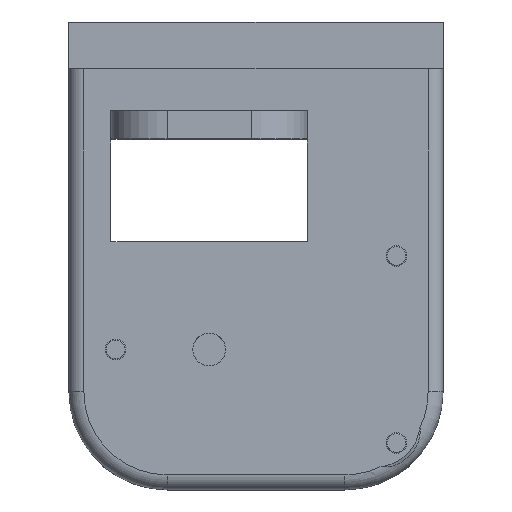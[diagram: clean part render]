
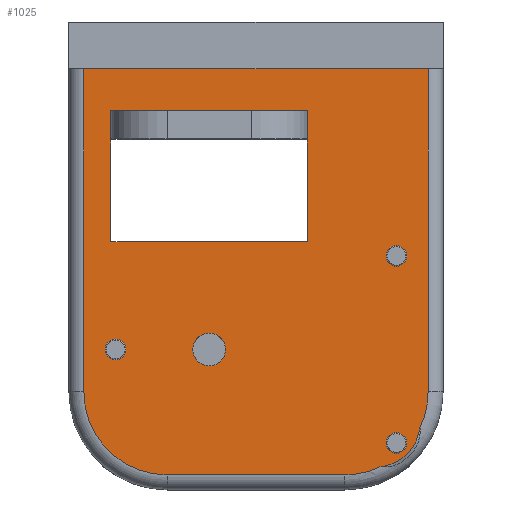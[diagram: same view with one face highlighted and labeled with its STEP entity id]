
A CAD part, top view. The second image highlights one B-rep face of the part: STEP entity #1025.
In plain terms, the highlighted planar face has unit normal (0, 0, 1).
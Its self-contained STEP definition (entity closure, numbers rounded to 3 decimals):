
#16=B_SPLINE_CURVE_WITH_KNOTS('',3,(#1635,#1636,#1637,#1638,#1639,#1640,
#1641,#1642,#1643,#1644,#1645,#1646,#1647,#1648,#1649,#1650),
 .UNSPECIFIED.,.F.,.F.,(4,2,2,2,2,2,2,4),(-0.001,0.,0.175,
0.275,0.336,0.496,0.7,
0.702),.UNSPECIFIED.);
#28=FACE_BOUND('',#150,.T.);
#29=FACE_BOUND('',#151,.T.);
#30=FACE_BOUND('',#152,.T.);
#31=FACE_BOUND('',#153,.T.);
#32=FACE_BOUND('',#154,.T.);
#48=PLANE('',#1115);
#85=FACE_OUTER_BOUND('',#149,.T.);
#149=EDGE_LOOP('',(#756,#757,#758,#759,#760,#761,#762,#763));
#150=EDGE_LOOP('',(#764));
#151=EDGE_LOOP('',(#765,#766,#767,#768,#769,#770));
#152=EDGE_LOOP('',(#771));
#153=EDGE_LOOP('',(#772));
#154=EDGE_LOOP('',(#773));
#226=LINE('',#1581,#317);
#240=LINE('',#1624,#331);
#241=LINE('',#1626,#332);
#242=LINE('',#1628,#333);
#243=LINE('',#1632,#334);
#244=LINE('',#1654,#335);
#245=LINE('',#1656,#336);
#246=LINE('',#1657,#337);
#247=LINE('',#1659,#338);
#248=LINE('',#1660,#339);
#317=VECTOR('',#1249,10.);
#331=VECTOR('',#1293,10.);
#332=VECTOR('',#1294,10.);
#333=VECTOR('',#1295,10.);
#334=VECTOR('',#1298,10.);
#335=VECTOR('',#1303,10.);
#336=VECTOR('',#1304,10.);
#337=VECTOR('',#1305,10.);
#338=VECTOR('',#1306,10.);
#339=VECTOR('',#1307,10.);
#406=CIRCLE('',#1113,1.1);
#408=CIRCLE('',#1116,8.9);
#409=CIRCLE('',#1117,8.9);
#410=CIRCLE('',#1118,8.9);
#411=CIRCLE('',#1119,1.1);
#412=CIRCLE('',#1120,1.75);
#413=CIRCLE('',#1121,1.1);
#455=VERTEX_POINT('',#1546);
#458=VERTEX_POINT('',#1552);
#470=VERTEX_POINT('',#1580);
#481=VERTEX_POINT('',#1615);
#482=VERTEX_POINT('',#1620);
#483=VERTEX_POINT('',#1621);
#484=VERTEX_POINT('',#1623);
#485=VERTEX_POINT('',#1625);
#486=VERTEX_POINT('',#1627);
#487=VERTEX_POINT('',#1629);
#488=VERTEX_POINT('',#1631);
#489=VERTEX_POINT('',#1633);
#490=VERTEX_POINT('',#1651);
#491=VERTEX_POINT('',#1653);
#492=VERTEX_POINT('',#1655);
#493=VERTEX_POINT('',#1658);
#494=VERTEX_POINT('',#1661);
#495=VERTEX_POINT('',#1663);
#569=EDGE_CURVE('',#470,#458,#226,.T.);
#587=EDGE_CURVE('',#481,#481,#406,.T.);
#589=EDGE_CURVE('',#482,#483,#408,.T.);
#590=EDGE_CURVE('',#484,#482,#240,.T.);
#591=EDGE_CURVE('',#484,#485,#241,.T.);
#592=EDGE_CURVE('',#486,#485,#242,.T.);
#593=EDGE_CURVE('',#487,#486,#409,.T.);
#594=EDGE_CURVE('',#488,#487,#243,.T.);
#595=EDGE_CURVE('',#489,#488,#410,.T.);
#596=EDGE_CURVE('',#483,#489,#16,.T.);
#597=EDGE_CURVE('',#490,#490,#411,.T.);
#598=EDGE_CURVE('',#458,#491,#244,.T.);
#599=EDGE_CURVE('',#491,#492,#245,.T.);
#600=EDGE_CURVE('',#492,#455,#246,.T.);
#601=EDGE_CURVE('',#455,#493,#247,.T.);
#602=EDGE_CURVE('',#493,#470,#248,.T.);
#603=EDGE_CURVE('',#494,#494,#412,.T.);
#604=EDGE_CURVE('',#495,#495,#413,.T.);
#756=ORIENTED_EDGE('',*,*,#589,.F.);
#757=ORIENTED_EDGE('',*,*,#590,.F.);
#758=ORIENTED_EDGE('',*,*,#591,.T.);
#759=ORIENTED_EDGE('',*,*,#592,.F.);
#760=ORIENTED_EDGE('',*,*,#593,.F.);
#761=ORIENTED_EDGE('',*,*,#594,.F.);
#762=ORIENTED_EDGE('',*,*,#595,.F.);
#763=ORIENTED_EDGE('',*,*,#596,.F.);
#764=ORIENTED_EDGE('',*,*,#597,.F.);
#765=ORIENTED_EDGE('',*,*,#569,.T.);
#766=ORIENTED_EDGE('',*,*,#598,.T.);
#767=ORIENTED_EDGE('',*,*,#599,.T.);
#768=ORIENTED_EDGE('',*,*,#600,.T.);
#769=ORIENTED_EDGE('',*,*,#601,.T.);
#770=ORIENTED_EDGE('',*,*,#602,.T.);
#771=ORIENTED_EDGE('',*,*,#603,.T.);
#772=ORIENTED_EDGE('',*,*,#604,.F.);
#773=ORIENTED_EDGE('',*,*,#587,.F.);
#1025=ADVANCED_FACE('',(#85,#28,#29,#30,#31,#32),#48,.T.);
#1113=AXIS2_PLACEMENT_3D('',#1617,#1285,#1286);
#1115=AXIS2_PLACEMENT_3D('',#1619,#1289,#1290);
#1116=AXIS2_PLACEMENT_3D('',#1622,#1291,#1292);
#1117=AXIS2_PLACEMENT_3D('',#1630,#1296,#1297);
#1118=AXIS2_PLACEMENT_3D('',#1634,#1299,#1300);
#1119=AXIS2_PLACEMENT_3D('',#1652,#1301,#1302);
#1120=AXIS2_PLACEMENT_3D('',#1662,#1308,#1309);
#1121=AXIS2_PLACEMENT_3D('',#1664,#1310,#1311);
#1249=DIRECTION('',(0.,-1.,0.));
#1285=DIRECTION('center_axis',(0.,0.,1.));
#1286=DIRECTION('ref_axis',(1.,0.,0.));
#1289=DIRECTION('center_axis',(0.,0.,1.));
#1290=DIRECTION('ref_axis',(1.,0.,0.));
#1291=DIRECTION('center_axis',(0.,0.,-1.));
#1292=DIRECTION('ref_axis',(0.707,-0.707,0.));
#1293=DIRECTION('',(0.,-1.,0.));
#1294=DIRECTION('',(-1.,0.,0.));
#1295=DIRECTION('',(0.,1.,0.));
#1296=DIRECTION('center_axis',(0.,0.,-1.));
#1297=DIRECTION('ref_axis',(-0.707,-0.707,0.));
#1298=DIRECTION('',(-1.,0.,0.));
#1299=DIRECTION('center_axis',(0.,0.,-1.));
#1300=DIRECTION('ref_axis',(0.707,-0.707,0.));
#1301=DIRECTION('center_axis',(0.,0.,1.));
#1302=DIRECTION('ref_axis',(1.,0.,0.));
#1303=DIRECTION('',(0.,-1.,0.));
#1304=DIRECTION('',(-1.,0.,0.));
#1305=DIRECTION('',(0.,1.,0.));
#1306=DIRECTION('',(0.,1.,0.));
#1307=DIRECTION('',(1.,0.,0.));
#1308=DIRECTION('center_axis',(0.,0.,-1.));
#1309=DIRECTION('ref_axis',(1.,0.,0.));
#1310=DIRECTION('center_axis',(0.,0.,1.));
#1311=DIRECTION('ref_axis',(1.,0.,0.));
#1546=CARTESIAN_POINT('',(-10.5,47.5,10.));
#1552=CARTESIAN_POINT('',(10.5,47.5,10.));
#1580=CARTESIAN_POINT('',(10.5,50.5,10.));
#1581=CARTESIAN_POINT('',(10.5,23.75,10.));
#1615=CARTESIAN_POINT('',(21.1,15.,10.));
#1617=CARTESIAN_POINT('Origin',(20.,15.,10.));
#1619=CARTESIAN_POINT('Origin',(-27.5,0.,10.));
#1620=CARTESIAN_POINT('',(23.4,20.5,10.));
#1621=CARTESIAN_POINT('',(22.516,16.634,10.));
#1622=CARTESIAN_POINT('Origin',(14.5,20.5,10.));
#1623=CARTESIAN_POINT('',(23.4,55.,10.));
#1624=CARTESIAN_POINT('',(23.4,0.,10.));
#1625=CARTESIAN_POINT('',(-13.4,55.,10.));
#1626=CARTESIAN_POINT('',(-21.25,55.,10.));
#1627=CARTESIAN_POINT('',(-13.4,20.5,10.));
#1628=CARTESIAN_POINT('',(-13.4,30.,10.));
#1629=CARTESIAN_POINT('',(-4.5,11.6,10.));
#1630=CARTESIAN_POINT('Origin',(-4.5,20.5,10.));
#1631=CARTESIAN_POINT('',(14.5,11.6,10.));
#1632=CARTESIAN_POINT('',(-13.75,11.6,10.));
#1633=CARTESIAN_POINT('',(18.366,12.484,10.));
#1634=CARTESIAN_POINT('Origin',(14.5,20.5,10.));
#1635=CARTESIAN_POINT('Ctrl Pts',(22.516,16.634,10.));
#1636=CARTESIAN_POINT('Ctrl Pts',(22.516,16.629,10.));
#1637=CARTESIAN_POINT('Ctrl Pts',(22.515,16.625,10.));
#1638=CARTESIAN_POINT('Ctrl Pts',(22.446,16.041,10.));
#1639=CARTESIAN_POINT('Ctrl Pts',(22.243,15.427,10.));
#1640=CARTESIAN_POINT('Ctrl Pts',(21.767,14.563,10.));
#1641=CARTESIAN_POINT('Ctrl Pts',(21.561,14.269,10.));
#1642=CARTESIAN_POINT('Ctrl Pts',(21.172,13.838,10.));
#1643=CARTESIAN_POINT('Ctrl Pts',(21.013,13.686,10.));
#1644=CARTESIAN_POINT('Ctrl Pts',(20.395,13.178,10.));
#1645=CARTESIAN_POINT('Ctrl Pts',(19.951,12.957,10.));
#1646=CARTESIAN_POINT('Ctrl Pts',(19.239,12.658,10.));
#1647=CARTESIAN_POINT('Ctrl Pts',(18.807,12.536,10.));
#1648=CARTESIAN_POINT('Ctrl Pts',(18.375,12.485,10.));
#1649=CARTESIAN_POINT('Ctrl Pts',(18.371,12.484,10.));
#1650=CARTESIAN_POINT('Ctrl Pts',(18.366,12.484,10.));
#1651=CARTESIAN_POINT('',(21.1,35.,10.));
#1652=CARTESIAN_POINT('Origin',(20.,35.,10.));
#1653=CARTESIAN_POINT('',(10.5,36.5,10.));
#1654=CARTESIAN_POINT('',(10.5,23.75,10.));
#1655=CARTESIAN_POINT('',(-10.5,36.5,10.));
#1656=CARTESIAN_POINT('',(-8.5,36.5,10.));
#1657=CARTESIAN_POINT('',(-10.5,18.25,10.));
#1658=CARTESIAN_POINT('',(-10.5,50.5,10.));
#1659=CARTESIAN_POINT('',(-10.5,25.25,10.));
#1660=CARTESIAN_POINT('',(-8.5,50.5,10.));
#1661=CARTESIAN_POINT('',(-1.75,25.,10.));
#1662=CARTESIAN_POINT('Origin',(0.,25.,10.));
#1663=CARTESIAN_POINT('',(-8.9,25.,10.));
#1664=CARTESIAN_POINT('Origin',(-10.,25.,10.));
